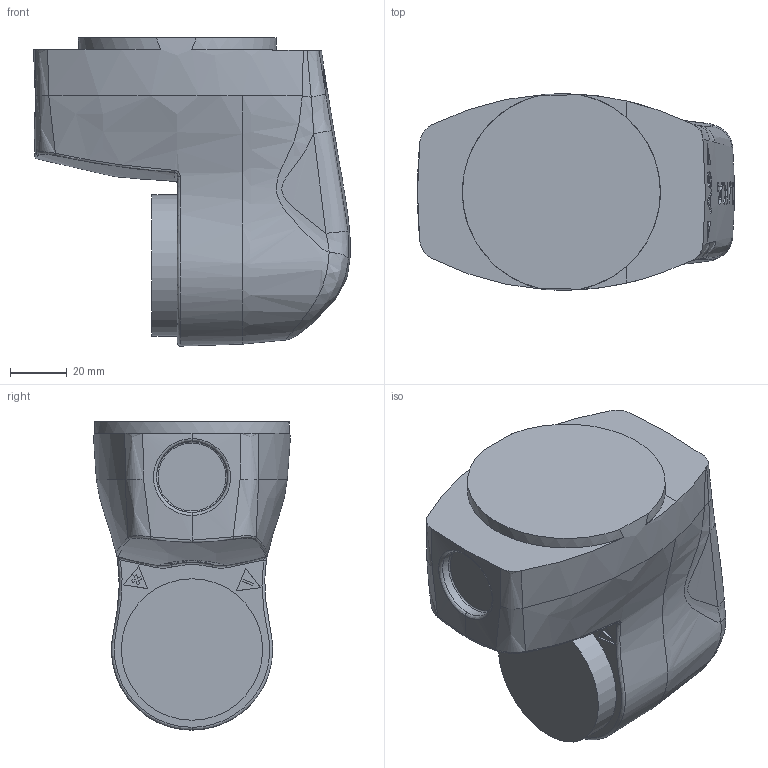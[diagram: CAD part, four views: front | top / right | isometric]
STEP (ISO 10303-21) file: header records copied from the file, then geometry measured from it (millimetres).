
FILE_DESCRIPTION( ( '' ), ' ' );
FILE_NAME( '5858eb5c112be6126affa699.step', '2016-12-20T08:27:09', ( '' ), ( '' ), ' ', ' ', ' ' );
FILE_SCHEMA( ( 'AUTOMOTIVE_DESIGN { 1 0 10303 214 1 1 1 1 }' ) );
Length unit declared in the file: metre
Products named in the file (1): Wrist
Bounding box: 112.08 x 69.52 x 109.01 mm (x, y, z)
Volume: 446329.9 mm3; surface area: 37802.3 mm2
Topology: 1 solids, 4 shells, 213 faces, 551 edges, 360 vertices
Faces by surface type: plane 123, bspline 60, cone 18, cylinder 8, revolution 4
Full cylindrical faces by diameter (mm): 2.5 x3, 50 x1
Entity records: 12939 total; most frequent: CARTESIAN_POINT 6975, ORIENTED_EDGE 1068, EDGE_CURVE 534, DIRECTION 532, VERTEX_POINT 355, B_SPLINE_CURVE_WITH_KNOTS 340, EDGE_LOOP 236, FACE_OUTER_BOUND 218
